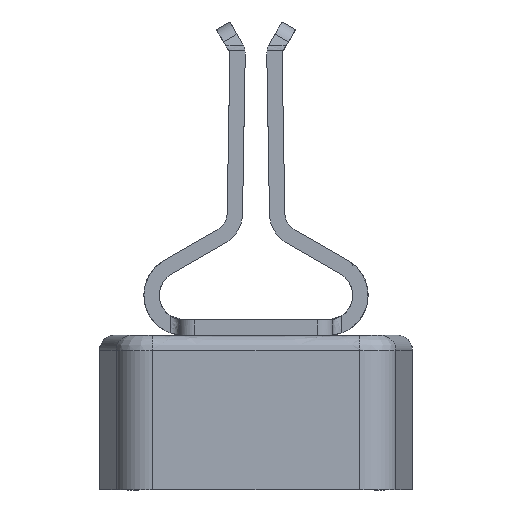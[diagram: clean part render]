
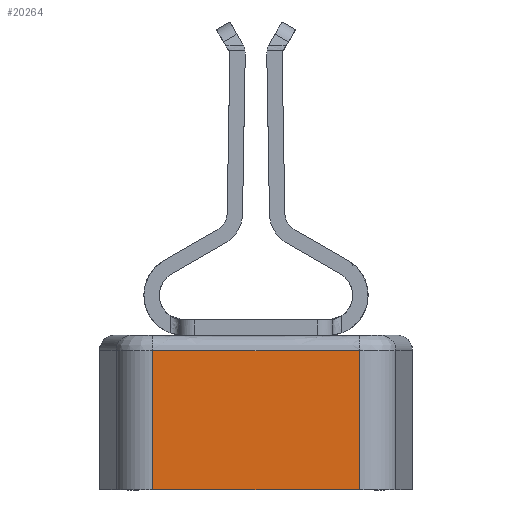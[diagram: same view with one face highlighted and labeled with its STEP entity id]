
A CAD part, left-side view. The second image highlights one B-rep face of the part: STEP entity #20264.
In plain terms, the highlighted free-form (B-spline) face has degree [1, 1] with [2, 2] control points.
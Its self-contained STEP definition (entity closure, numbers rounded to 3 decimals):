
#20133=CARTESIAN_POINT('V931',(-49.056,
   -39.177,45.4));
#20134=VERTEX_POINT('V931',#20133);
#20148=CARTESIAN_POINT('V855',(-49.056,
   -39.177,0.));
#20149=VERTEX_POINT('V855',#20148);
#20150=CARTESIAN_POINT('E1362',(-49.056,
   -39.177,0.0));
#20151=CARTESIAN_POINT('E1362',(-49.056,
   -39.177,45.4));
#20152=QUASI_UNIFORM_CURVE('E1362',1,(#20150,#20151),.POLYLINE_FORM.,
   .F.,.U.);
#20153=EDGE_CURVE('E1362',#20149,#20134,#20152,.T.);
#20200=CARTESIAN_POINT('V932',(-49.056,
   28.165,45.4));
#20201=VERTEX_POINT('V932',#20200);
#20222=CARTESIAN_POINT('V856',(-49.056,
   28.165,0.));
#20223=VERTEX_POINT('V856',#20222);
#20237=CARTESIAN_POINT('E1364',(-49.056,
   28.165,0.0));
#20238=CARTESIAN_POINT('E1364',(-49.056,
   28.165,45.4));
#20239=QUASI_UNIFORM_CURVE('E1364',1,(#20237,#20238),.POLYLINE_FORM.,
   .F.,.U.);
#20240=EDGE_CURVE('E1364',#20223,#20201,#20239,.T.);
#20245=CARTESIAN_POINT('F484',(-49.056,
   -42.544,47.67));
#20246=CARTESIAN_POINT('F484',(-49.056,
   31.532,47.67));
#20247=CARTESIAN_POINT('F484',(-49.056,
   -42.544,-2.27));
#20248=CARTESIAN_POINT('F484',(-49.056,
   31.532,-2.27));
#20249=B_SPLINE_SURFACE_WITH_KNOTS('F484',1,1,((#20245,#20247),(
   #20246,#20248)),.PLANE_SURF.,.F.,.F.,.U.,(2,2),(2,2),(0.0,
   1.483),(0.0,1.0),.UNSPECIFIED.);
#20250=CARTESIAN_POINT('E1363',(-49.056,
   28.165,45.4));
#20251=CARTESIAN_POINT('E1363',(-49.056,
   -39.177,45.4));
#20252=QUASI_UNIFORM_CURVE('E1363',1,(#20250,#20251),.POLYLINE_FORM.,
   .F.,.U.);
#20253=EDGE_CURVE('E1363',#20201,#20134,#20252,.T.);
#20254=ORIENTED_EDGE('E1363',*,*,#20253,.F.);
#20255=ORIENTED_EDGE('F485',*,*,#20240,.F.);
#20256=CARTESIAN_POINT('E1256',(-49.056,
   28.165,0.0));
#20257=CARTESIAN_POINT('E1256',(-49.056,
   -39.177,0.0));
#20258=QUASI_UNIFORM_CURVE('E1256',1,(#20256,#20257),.POLYLINE_FORM.,
   .F.,.U.);
#20259=EDGE_CURVE('E1256',#20223,#20149,#20258,.T.);
#20260=ORIENTED_EDGE('E1256',*,*,#20259,.T.);
#20261=ORIENTED_EDGE('E1362',*,*,#20153,.T.);
#20262=EDGE_LOOP('F484',(#20254,#20255,#20260,#20261));
#20263=FACE_OUTER_BOUND('F484',#20262,.T.);
#20264=ADVANCED_FACE('F484',(#20263),#20249,.T.);
